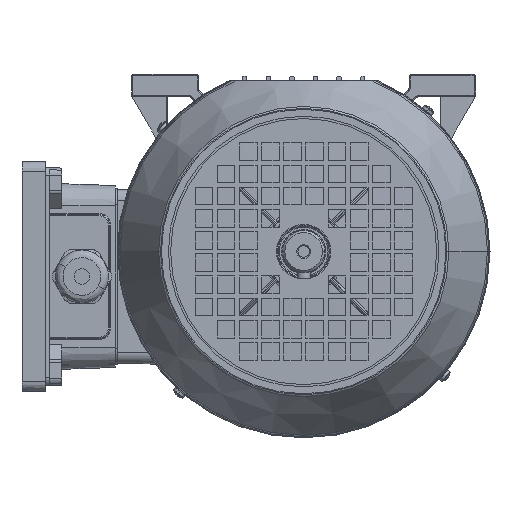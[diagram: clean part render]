
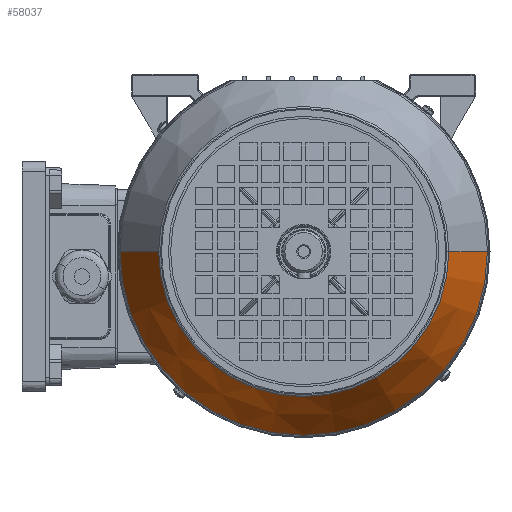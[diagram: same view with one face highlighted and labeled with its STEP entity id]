
A CAD part, left-side view. The second image highlights one B-rep face of the part: STEP entity #58037.
In plain terms, the highlighted conical face has half-angle 29.65 degrees and reference radius 65 mm.
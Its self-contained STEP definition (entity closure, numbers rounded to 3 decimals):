
#1150 = VECTOR ( 'NONE', #19141, 1000. ) ;
#2032 = CONICAL_SURFACE ( 'NONE', #19726, 65., 0.517 ) ;
#13986 = DIRECTION ( 'NONE',  ( 0., 0., -1. ) ) ;
#16788 = DIRECTION ( 'NONE',  ( 1., 0., 0. ) ) ;
#19141 = DIRECTION ( 'NONE',  ( -0.869, 0., 0.495 ) ) ;
#19726 = AXIS2_PLACEMENT_3D ( 'NONE', #67534, #55602, #116637 ) ;
#22497 = AXIS2_PLACEMENT_3D ( 'NONE', #40851, #40082, #13986 ) ;
#29520 = FACE_OUTER_BOUND ( 'NONE', #87150, .T. ) ;
#32581 = LINE ( 'NONE', #150602, #1150 ) ;
#35109 = CIRCLE ( 'NONE', #22497, 65.431 ) ;
#39312 = VERTEX_POINT ( 'NONE', #155281 ) ;
#40082 = DIRECTION ( 'NONE',  ( -1., 0., 0. ) ) ;
#40851 = CARTESIAN_POINT ( 'NONE',  ( 68.242, 0., 0. ) ) ;
#41497 = CARTESIAN_POINT ( 'NONE',  ( 68.242, 0., 65.431 ) ) ;
#55602 = DIRECTION ( 'NONE',  ( -1., 0., 0. ) ) ;
#58037 = ADVANCED_FACE ( 'NONE', ( #29520 ), #2032, .T. ) ;
#67534 = CARTESIAN_POINT ( 'NONE',  ( 69., 0., 0. ) ) ;
#73265 = VERTEX_POINT ( 'NONE', #145423 ) ;
#73943 = CIRCLE ( 'NONE', #94185, 82.845 ) ;
#75540 = ORIENTED_EDGE ( 'NONE', *, *, #92810, .T. ) ;
#75803 = CARTESIAN_POINT ( 'NONE',  ( 68.242, 0., -65.431 ) ) ;
#86268 = VECTOR ( 'NONE', #140498, 1000. ) ;
#87150 = EDGE_LOOP ( 'NONE', ( #139078, #154140, #75540, #147995 ) ) ;
#92185 = CARTESIAN_POINT ( 'NONE',  ( 69., 0., -65. ) ) ;
#92810 = EDGE_CURVE ( 'NONE', #73265, #39312, #73943, .T. ) ;
#94185 = AXIS2_PLACEMENT_3D ( 'NONE', #128512, #16788, #113447 ) ;
#105941 = EDGE_CURVE ( 'NONE', #142611, #39312, #32581, .T. ) ;
#113447 = DIRECTION ( 'NONE',  ( 0., 0., -1. ) ) ;
#116637 = DIRECTION ( 'NONE',  ( 0., 0., 1. ) ) ;
#128512 = CARTESIAN_POINT ( 'NONE',  ( 37.65, 0., 0. ) ) ;
#137731 = EDGE_CURVE ( 'NONE', #147932, #73265, #151585, .T. ) ;
#139078 = ORIENTED_EDGE ( 'NONE', *, *, #150504, .T. ) ;
#140498 = DIRECTION ( 'NONE',  ( -0.869, 0., -0.495 ) ) ;
#142611 = VERTEX_POINT ( 'NONE', #41497 ) ;
#145423 = CARTESIAN_POINT ( 'NONE',  ( 37.65, 0., -82.845 ) ) ;
#147932 = VERTEX_POINT ( 'NONE', #75803 ) ;
#147995 = ORIENTED_EDGE ( 'NONE', *, *, #105941, .F. ) ;
#150504 = EDGE_CURVE ( 'NONE', #142611, #147932, #35109, .T. ) ;
#150602 = CARTESIAN_POINT ( 'NONE',  ( 69., 0., 65. ) ) ;
#151585 = LINE ( 'NONE', #92185, #86268 ) ;
#154140 = ORIENTED_EDGE ( 'NONE', *, *, #137731, .T. ) ;
#155281 = CARTESIAN_POINT ( 'NONE',  ( 37.65, 0., 82.845 ) ) ;
